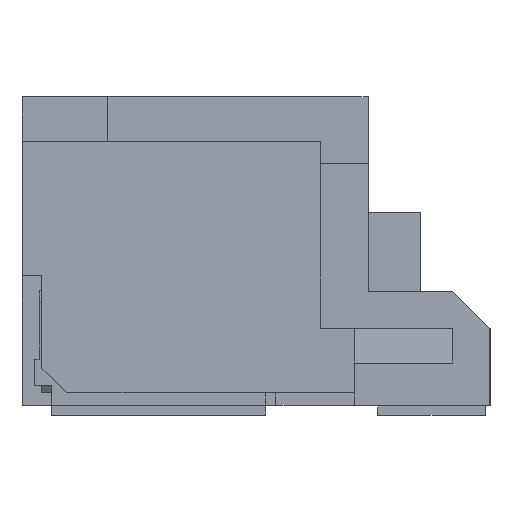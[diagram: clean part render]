
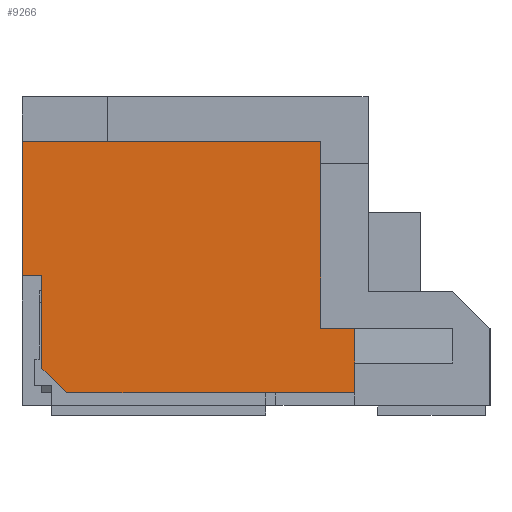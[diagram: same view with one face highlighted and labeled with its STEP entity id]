
A CAD part, left-side view. The second image highlights one B-rep face of the part: STEP entity #9266.
In plain terms, the highlighted planar face has unit normal (-1, 0, 0).
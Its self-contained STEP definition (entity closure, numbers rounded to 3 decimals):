
#125=DIRECTION('',(0.,0.,-1.));
#126=VECTOR('',#125,2.7);
#127=CARTESIAN_POINT('',(-12.,4.9,2.36));
#128=LINE('',#127,#126);
#2085=DIRECTION('',(0.,0.,1.));
#2086=VECTOR('',#2085,0.6);
#2087=CARTESIAN_POINT('',(-12.,-1.784,
-2.69));
#2088=LINE('',#2087,#2086);
#2097=DIRECTION('',(0.,-1.,0.));
#2098=VECTOR('',#2097,5.784);
#2099=CARTESIAN_POINT('',(-12.,4.,-2.69));
#2100=LINE('',#2099,#2098);
#2121=DIRECTION('',(0.,-0.707,-0.707));
#2122=VECTOR('',#2121,0.707);
#2123=CARTESIAN_POINT('',(-12.,4.5,-2.19));
#2124=LINE('',#2123,#2122);
#2125=DIRECTION('',(0.,1.,0.));
#2126=VECTOR('',#2125,0.4);
#2127=CARTESIAN_POINT('',(-12.,4.5,-0.34));
#2128=LINE('',#2127,#2126);
#2129=DIRECTION('',(0.,-1.,0.));
#2130=VECTOR('',#2129,6.);
#2131=CARTESIAN_POINT('',(-12.,4.9,2.36));
#2132=LINE('',#2131,#2130);
#2133=DIRECTION('',(0.,0.,-1.));
#2134=VECTOR('',#2133,0.7);
#2135=CARTESIAN_POINT('',(-12.,-1.784,
-1.39));
#2136=LINE('',#2135,#2134);
#2145=DIRECTION('',(0.,0.,-1.));
#2146=VECTOR('',#2145,1.85);
#2147=CARTESIAN_POINT('',(-12.,4.5,-0.34));
#2148=LINE('',#2147,#2146);
#3065=DIRECTION('',(0.,0.,1.));
#3066=VECTOR('',#3065,3.75);
#3067=CARTESIAN_POINT('',(-12.,-1.1,-1.39));
#3068=LINE('',#3067,#3066);
#3077=DIRECTION('',(0.,1.,0.));
#3078=VECTOR('',#3077,0.684);
#3079=CARTESIAN_POINT('',(-12.,-1.784,
-1.39));
#3080=LINE('',#3079,#3078);
#4755=CARTESIAN_POINT('',(-12.,4.9,-0.34));
#4756=VERTEX_POINT('',#4755);
#4757=CARTESIAN_POINT('',(-12.,4.9,2.36));
#4758=VERTEX_POINT('',#4757);
#4899=CARTESIAN_POINT('',(-12.,-1.784,
-1.39));
#4900=CARTESIAN_POINT('',(-12.,-1.784,
-2.09));
#4901=VERTEX_POINT('',#4899);
#4902=VERTEX_POINT('',#4900);
#5732=CARTESIAN_POINT('',(-12.,-1.1,-1.39));
#5734=VERTEX_POINT('',#5732);
#5743=CARTESIAN_POINT('',(-12.,-1.1,2.36));
#5744=VERTEX_POINT('',#5743);
#5761=CARTESIAN_POINT('',(-12.,-1.784,
-2.69));
#5762=VERTEX_POINT('',#5761);
#5763=CARTESIAN_POINT('',(-12.,4.5,-0.34));
#5764=CARTESIAN_POINT('',(-12.,4.5,-2.19));
#5765=VERTEX_POINT('',#5763);
#5766=VERTEX_POINT('',#5764);
#5767=CARTESIAN_POINT('',(-12.,4.,-2.69));
#5768=VERTEX_POINT('',#5767);
#9243=CARTESIAN_POINT('',(-12.,5.067,
-2.816));
#9244=DIRECTION('',(-1.,0.,0.));
#9245=DIRECTION('',(0.,-1.,0.));
#9246=AXIS2_PLACEMENT_3D('',#9243,#9244,#9245);
#9247=PLANE('',#9246);
#9248=ORIENTED_EDGE('',*,*,#9214,.F.);
#9249=ORIENTED_EDGE('',*,*,#9233,.F.);
#9251=ORIENTED_EDGE('',*,*,#9250,.F.);
#9253=ORIENTED_EDGE('',*,*,#9252,.T.);
#9254=ORIENTED_EDGE('',*,*,#6240,.F.);
#9256=ORIENTED_EDGE('',*,*,#9255,.T.);
#9258=ORIENTED_EDGE('',*,*,#9257,.F.);
#9260=ORIENTED_EDGE('',*,*,#9259,.F.);
#9262=ORIENTED_EDGE('',*,*,#9261,.T.);
#9263=ORIENTED_EDGE('',*,*,#9196,.F.);
#9264=EDGE_LOOP('',(#9248,#9249,#9251,#9253,#9254,#9256,#9258,#9260,#9262,
#9263));
#9265=FACE_OUTER_BOUND('',#9264,.F.);
#9266=ADVANCED_FACE('',(#9265),#9247,.T.);
#6240=EDGE_CURVE('',#4758,#4756,#128,.T.);
#9196=EDGE_CURVE('',#5762,#4902,#2088,.T.);
#9214=EDGE_CURVE('',#5768,#5762,#2100,.T.);
#9233=EDGE_CURVE('',#5766,#5768,#2124,.T.);
#9250=EDGE_CURVE('',#5765,#5766,#2148,.T.);
#9252=EDGE_CURVE('',#5765,#4756,#2128,.T.);
#9255=EDGE_CURVE('',#4758,#5744,#2132,.T.);
#9257=EDGE_CURVE('',#5734,#5744,#3068,.T.);
#9259=EDGE_CURVE('',#4901,#5734,#3080,.T.);
#9261=EDGE_CURVE('',#4901,#4902,#2136,.T.);
